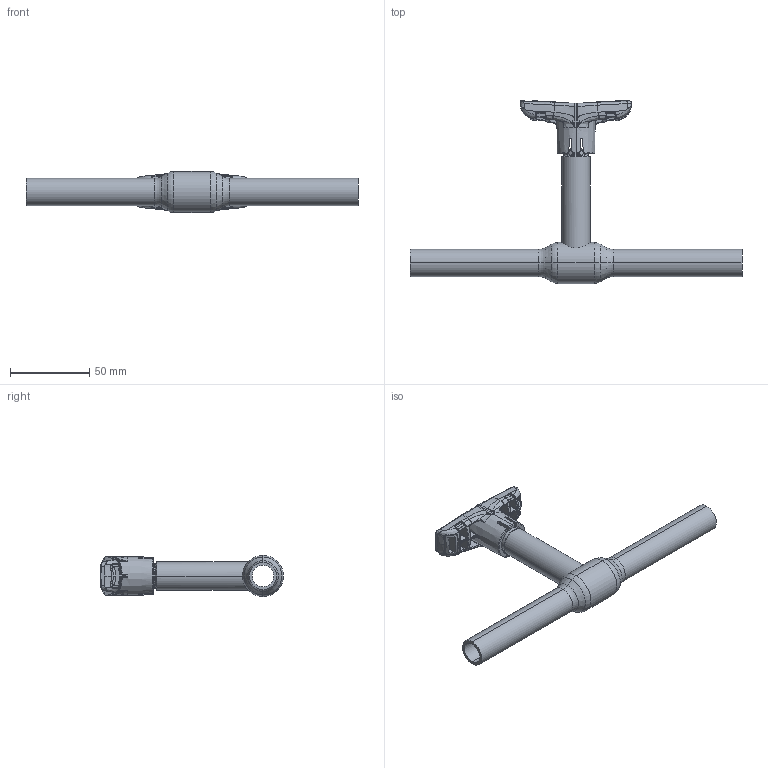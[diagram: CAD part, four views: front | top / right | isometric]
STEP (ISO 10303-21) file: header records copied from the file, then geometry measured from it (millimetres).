
FILE_DESCRIPTION (( 'STEP AP214' ), '1' );
FILE_NAME ('1010003001-2401.step', '2023-09-12T10:12:40', ( '' ), ( '' ), 'SwSTEP 2.0', 'SolidWorks 2021', '' );
FILE_SCHEMA (( 'AUTOMOTIVE_DESIGN' ));
Length unit declared in the file: millimetre
Products named in the file (1): 1010003001-2401
Bounding box: 210 x 115.79 x 26 mm (x, y, z)
Surface area: 25874.1 mm2 (no closed solid volume)
Topology: 0 solids, 4 shells, 617 faces, 1870 edges, 1175 vertices
Faces by surface type: bspline 508, plane 43, cylinder 29, torus 17, cone 15, sphere 5
Entity records: 49529 total; most frequent: CARTESIAN_POINT 30702, ORIENTED_EDGE 3183, EDGE_CURVE 1860, B_SPLINE_CURVE_WITH_KNOTS 1328, VERTEX_POINT 1171, DIRECTION 1142, EDGE_LOOP 624, UNCERTAINTY_MEASURE_WITH_UNIT 619
